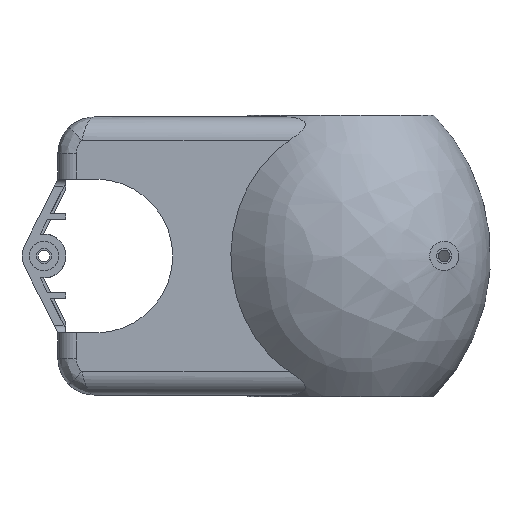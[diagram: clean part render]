
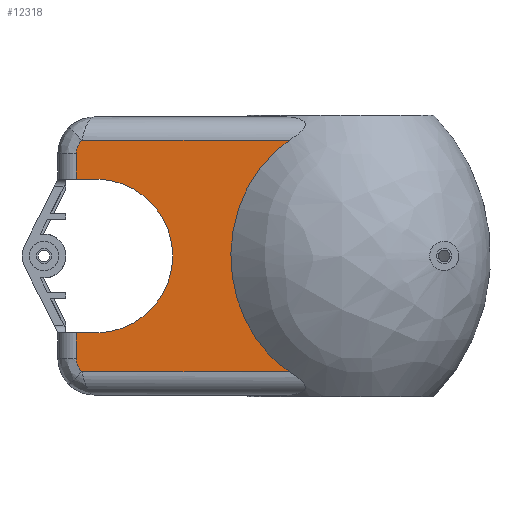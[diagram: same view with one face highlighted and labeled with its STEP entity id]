
A CAD part, front view. The second image highlights one B-rep face of the part: STEP entity #12318.
In plain terms, the highlighted face is planar.
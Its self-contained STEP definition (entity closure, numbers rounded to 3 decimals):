
#8133=DIRECTION('',(-1.,0.,0.));
#8134=VECTOR('',#8133,3.5);
#8135=CARTESIAN_POINT('',(-10.5,-36.2,-13.8));
#8136=LINE('',#8135,#8134);
#8141=CARTESIAN_POINT('',(-14.,-33.7,
-13.8));
#8142=DIRECTION('',(0.,0.,1.));
#8143=DIRECTION('',(-0.72,-0.694,0.));
#8144=AXIS2_PLACEMENT_3D('',#8141,#8142,#8143);
#8146=DIRECTION('',(0.,1.,0.));
#8147=VECTOR('',#8146,2.7);
#8148=CARTESIAN_POINT('',(-10.5,-36.2,-13.8));
#8149=LINE('',#8148,#8147);
#8150=CARTESIAN_POINT('',(0.,-33.5,-13.8));
#8151=DIRECTION('',(0.,0.,-1.));
#8152=DIRECTION('',(-1.,0.,0.));
#8153=AXIS2_PLACEMENT_3D('',#8150,#8151,#8152);
#8155=CARTESIAN_POINT('',(0.,-33.5,-13.8));
#8156=DIRECTION('',(0.,0.,-1.));
#8157=DIRECTION('',(0.,1.,0.));
#8158=AXIS2_PLACEMENT_3D('',#8155,#8156,#8157);
#8160=CARTESIAN_POINT('',(14.,-33.7,-13.8));
#8161=DIRECTION('',(0.,0.,1.));
#8162=DIRECTION('',(0.,-1.,0.));
#8163=AXIS2_PLACEMENT_3D('',#8160,#8161,#8162);
#8165=CARTESIAN_POINT('',(15.8,-7.072,
-13.8));
#8166=CARTESIAN_POINT('',(15.626,-7.335,
-13.8));
#8167=CARTESIAN_POINT('',(15.254,-7.861,
-13.8));
#8168=CARTESIAN_POINT('',(14.623,-8.643,
-13.8));
#8169=CARTESIAN_POINT('',(13.908,-9.424,
-13.8));
#8170=CARTESIAN_POINT('',(13.094,-10.205,
-13.8));
#8171=CARTESIAN_POINT('',(12.165,-10.983,
-13.8));
#8172=CARTESIAN_POINT('',(11.112,-11.748,
-13.8));
#8173=CARTESIAN_POINT('',(9.931,-12.48,
-13.8));
#8174=CARTESIAN_POINT('',(8.657,-13.144,
-13.8));
#8175=CARTESIAN_POINT('',(7.311,-13.722,
-13.8));
#8176=CARTESIAN_POINT('',(5.913,-14.202,
-13.8));
#8177=CARTESIAN_POINT('',(4.472,-14.581,
-13.8));
#8178=CARTESIAN_POINT('',(2.995,-14.855,-13.8));
#8179=CARTESIAN_POINT('',(1.498,-15.021,-13.8));
#8180=CARTESIAN_POINT('',(-0.012,-15.075,-13.8));
#8181=CARTESIAN_POINT('',(-1.521,-15.019,-13.8));
#8182=CARTESIAN_POINT('',(-3.02,-14.852,-13.8));
#8183=CARTESIAN_POINT('',(-4.493,-14.577,
-13.8));
#8184=CARTESIAN_POINT('',(-5.934,-14.196,
-13.8));
#8185=CARTESIAN_POINT('',(-7.335,-13.712,
-13.8));
#8186=CARTESIAN_POINT('',(-8.686,-13.13,
-13.8));
#8187=CARTESIAN_POINT('',(-9.951,-12.468,
-13.8));
#8188=CARTESIAN_POINT('',(-11.115,-11.745,
-13.8));
#8189=CARTESIAN_POINT('',(-12.165,-10.983,
-13.8));
#8190=CARTESIAN_POINT('',(-13.091,-10.207,
-13.8));
#8191=CARTESIAN_POINT('',(-13.906,-9.426,
-13.8));
#8192=CARTESIAN_POINT('',(-14.622,-8.645,
-13.8));
#8193=CARTESIAN_POINT('',(-15.254,-7.861,
-13.8));
#8194=CARTESIAN_POINT('',(-15.626,-7.335,
-13.8));
#8195=CARTESIAN_POINT('',(-15.8,-7.072,
-13.8));
#8249=DIRECTION('',(0.,1.,0.));
#8250=VECTOR('',#8249,28.363);
#8251=CARTESIAN_POINT('',(-15.8,-35.435,-13.8));
#8252=LINE('',#8251,#8250);
#9482=DIRECTION('',(0.,1.,0.));
#9483=VECTOR('',#9482,2.7);
#9484=CARTESIAN_POINT('',(10.5,-36.2,-13.8));
#9485=LINE('',#9484,#9483);
#9575=DIRECTION('',(0.,-1.,0.));
#9576=VECTOR('',#9575,28.363);
#9577=CARTESIAN_POINT('',(15.8,-7.072,
-13.8));
#9578=LINE('',#9577,#9576);
#9607=DIRECTION('',(-1.,0.,0.));
#9608=VECTOR('',#9607,3.5);
#9609=CARTESIAN_POINT('',(14.,-36.2,-13.8));
#9610=LINE('',#9609,#9608);
#11362=CARTESIAN_POINT('',(-10.5,-33.5,-13.8));
#11363=VERTEX_POINT('',#11362);
#11364=CARTESIAN_POINT('',(-10.5,-36.2,-13.8));
#11365=VERTEX_POINT('',#11364);
#11426=CARTESIAN_POINT('',(-14.,-36.2,-13.8));
#11427=VERTEX_POINT('',#11426);
#11428=CARTESIAN_POINT('',(-15.8,-35.435,
-13.8));
#11429=VERTEX_POINT('',#11428);
#11430=CARTESIAN_POINT('',(0.,-23.,-13.8));
#11431=VERTEX_POINT('',#11430);
#11432=CARTESIAN_POINT('',(10.5,-33.5,-13.8));
#11433=VERTEX_POINT('',#11432);
#11434=CARTESIAN_POINT('',(10.5,-36.2,-13.8));
#11435=VERTEX_POINT('',#11434);
#11436=CARTESIAN_POINT('',(14.,-36.2,-13.8));
#11437=VERTEX_POINT('',#11436);
#11438=CARTESIAN_POINT('',(15.8,-35.435,-13.8));
#11439=VERTEX_POINT('',#11438);
#11440=CARTESIAN_POINT('',(15.8,-7.072,
-13.8));
#11441=VERTEX_POINT('',#11440);
#11442=VERTEX_POINT('',#8195);
#12291=CARTESIAN_POINT('',(16.6,0.,-13.8));
#12292=DIRECTION('',(0.,0.,-1.));
#12293=DIRECTION('',(-1.,0.,0.));
#12294=AXIS2_PLACEMENT_3D('',#12291,#12292,#12293);
#12295=PLANE('',#12294);
#12297=ORIENTED_EDGE('',*,*,#12296,.T.);
#12298=ORIENTED_EDGE('',*,*,#12283,.F.);
#12299=ORIENTED_EDGE('',*,*,#12169,.T.);
#12301=ORIENTED_EDGE('',*,*,#12300,.T.);
#12303=ORIENTED_EDGE('',*,*,#12302,.T.);
#12305=ORIENTED_EDGE('',*,*,#12304,.F.);
#12307=ORIENTED_EDGE('',*,*,#12306,.F.);
#12309=ORIENTED_EDGE('',*,*,#12308,.T.);
#12311=ORIENTED_EDGE('',*,*,#12310,.F.);
#12313=ORIENTED_EDGE('',*,*,#12312,.T.);
#12315=ORIENTED_EDGE('',*,*,#12314,.F.);
#12316=EDGE_LOOP('',(#12297,#12298,#12299,#12301,#12303,#12305,#12307,#12309,
#12311,#12313,#12315));
#12317=FACE_OUTER_BOUND('',#12316,.F.);
#12318=ADVANCED_FACE('',(#12317),#12295,.T.);
#8145=CIRCLE('',#8144,2.5);
#8154=CIRCLE('',#8153,10.5);
#8159=CIRCLE('',#8158,10.5);
#8164=CIRCLE('',#8163,2.5);
#8196=B_SPLINE_CURVE_WITH_KNOTS('',3,(#8165,#8166,#8167,#8168,#8169,#8170,#8171,
#8172,#8173,#8174,#8175,#8176,#8177,#8178,#8179,#8180,#8181,#8182,#8183,#8184,
#8185,#8186,#8187,#8188,#8189,#8190,#8191,#8192,#8193,#8194,#8195),
.UNSPECIFIED.,.F.,.F.,(4,1,1,1,1,1,1,1,1,1,1,1,1,1,1,1,1,1,1,1,1,1,1,1,1,1,1,1,
4),(0.,0.036,0.071,0.107,
0.143,0.179,0.214,0.25,0.286,
0.321,0.357,0.393,0.429,
0.464,0.5,0.536,0.571,0.607,
0.643,0.679,0.714,0.75,0.786,
0.821,0.857,0.893,0.929,
0.964,1.),.UNSPECIFIED.);
#12169=EDGE_CURVE('',#11365,#11363,#8149,.T.);
#12283=EDGE_CURVE('',#11365,#11427,#8136,.T.);
#12296=EDGE_CURVE('',#11429,#11427,#8145,.T.);
#12300=EDGE_CURVE('',#11363,#11431,#8154,.T.);
#12302=EDGE_CURVE('',#11431,#11433,#8159,.T.);
#12304=EDGE_CURVE('',#11435,#11433,#9485,.T.);
#12306=EDGE_CURVE('',#11437,#11435,#9610,.T.);
#12308=EDGE_CURVE('',#11437,#11439,#8164,.T.);
#12310=EDGE_CURVE('',#11441,#11439,#9578,.T.);
#12312=EDGE_CURVE('',#11441,#11442,#8196,.T.);
#12314=EDGE_CURVE('',#11429,#11442,#8252,.T.);
